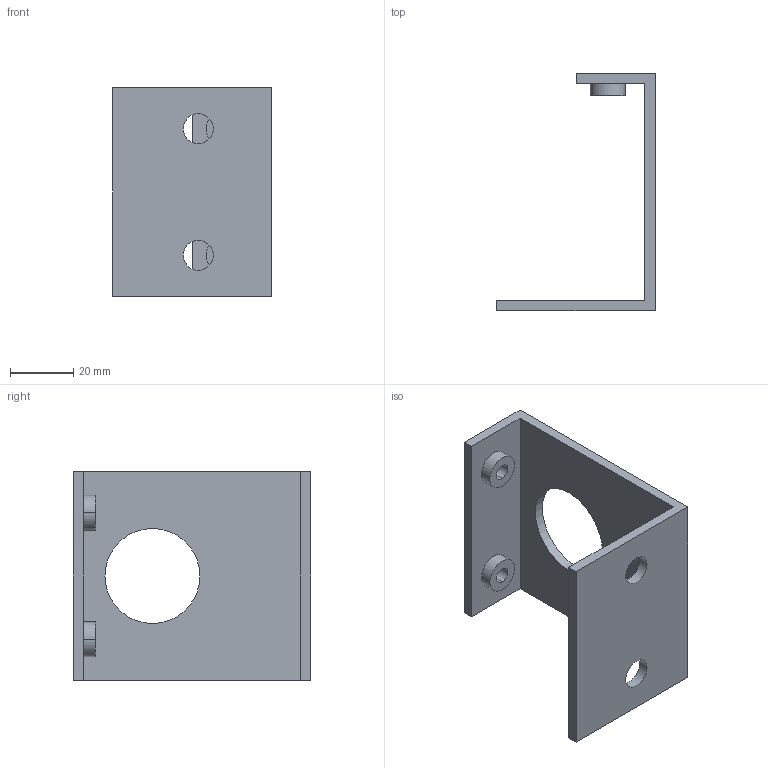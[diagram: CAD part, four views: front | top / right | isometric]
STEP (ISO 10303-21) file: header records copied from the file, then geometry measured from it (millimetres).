
FILE_DESCRIPTION (( 'STEP AP214' ), '1' );
FILE_NAME ('GMW5403_Braket_Cable.STEP', '2024-10-10T12:33:37', ( '' ), ( '' ), 'SwSTEP 2.0', 'SolidWorks 2022', '' );
FILE_SCHEMA (( 'AUTOMOTIVE_DESIGN' ));
Length unit declared in the file: millimetre
Products named in the file (1): GMW5403_Braket_Cable
Bounding box: 50 x 75 x 66 mm (x, y, z)
Volume: 28055.5 mm3; surface area: 19487.1 mm2
Topology: 1 solids, 1 shells, 30 faces, 74 edges, 48 vertices
Faces by surface type: cylinder 14, plane 12, cone 4
Entity records: 996 total; most frequent: DIRECTION 168, CARTESIAN_POINT 153, ORIENTED_EDGE 148, EDGE_CURVE 74, AXIS2_PLACEMENT_3D 63, VERTEX_POINT 48, VECTOR 42, LINE 42
